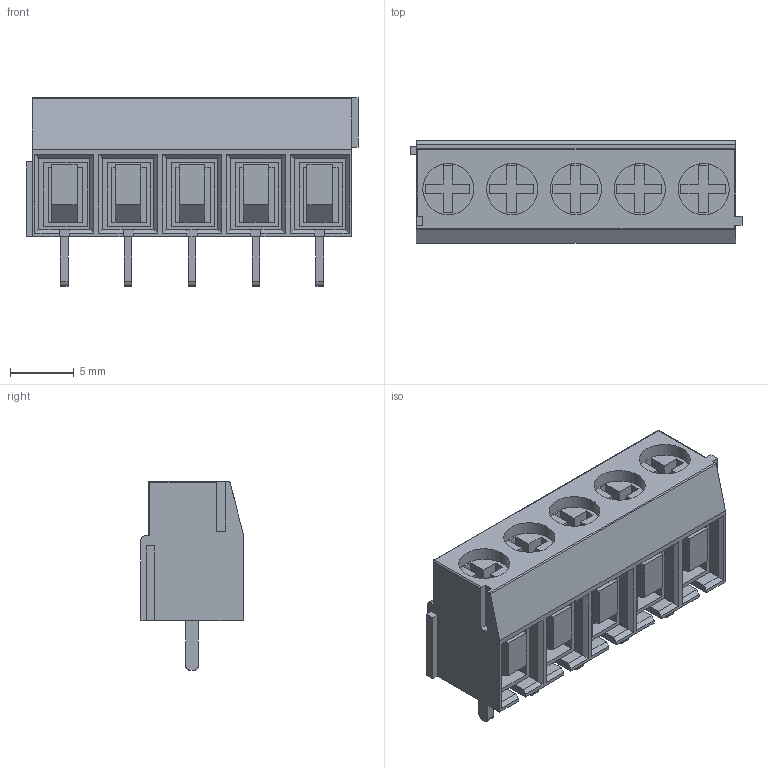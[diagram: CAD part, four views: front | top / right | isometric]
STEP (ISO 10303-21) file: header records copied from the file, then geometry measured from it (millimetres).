
FILE_DESCRIPTION (( 'STEP AP214' ), '1' );
FILE_NAME ('CONN-TH_5P-P5.00-L8.0-W25.0.step', '2022-08-02T14:05:30', ( '' ), ( '' ), 'SwSTEP 2.0', 'SolidWorks 2020', '' );
FILE_SCHEMA (( 'AUTOMOTIVE_DESIGN' ));
Length unit declared in the file: millimetre
Products named in the file (1): CONN-TH_5P-P5.00-L8.0-W25.0
Bounding box: 26 x 8 x 14.8 mm (x, y, z)
Volume: 1738 mm3; surface area: 2252.2 mm2
Topology: 14 solids, 14 shells, 591 faces, 1569 edges, 1036 vertices
Faces by surface type: plane 447, bspline 114, cylinder 28, sphere 2
Entity records: 23528 total; most frequent: CARTESIAN_POINT 5563, ORIENTED_EDGE 3134, DIRECTION 2343, EDGE_CURVE 1567, LINE 1279, VECTOR 1279, VERTEX_POINT 1036, EDGE_LOOP 635
